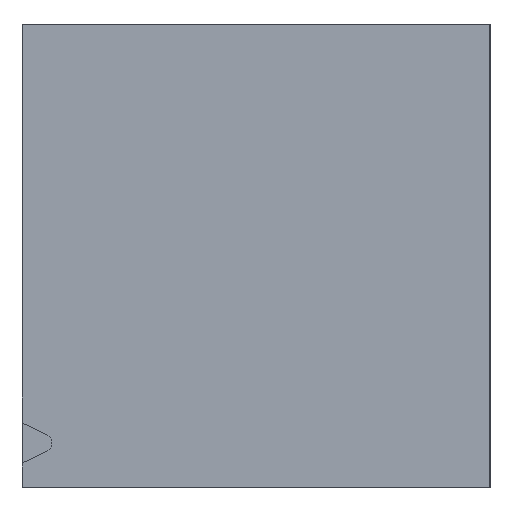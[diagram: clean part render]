
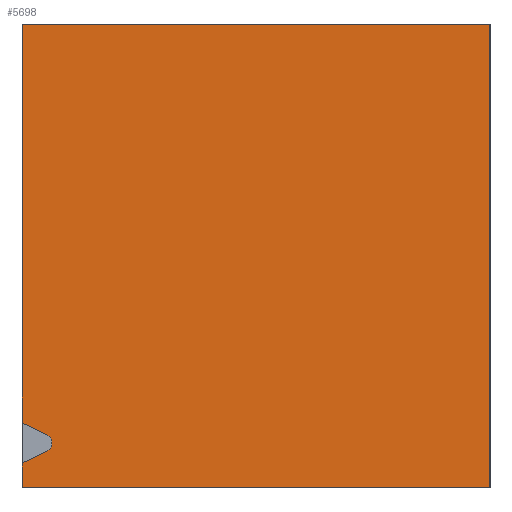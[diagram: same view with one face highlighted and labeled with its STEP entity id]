
A CAD part, top view. The second image highlights one B-rep face of the part: STEP entity #5698.
In plain terms, the highlighted planar face has unit normal (0, 0, 1).
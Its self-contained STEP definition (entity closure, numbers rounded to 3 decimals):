
#65=CIRCLE('',#6045,0.2);
#279=FACE_OUTER_BOUND('',#603,.T.);
#603=EDGE_LOOP('',(#3872,#3873,#3874,#3875,#3876,#3877,#3878,#3879));
#902=LINE('',#8101,#1614);
#906=LINE('',#8109,#1618);
#928=LINE('',#8162,#1640);
#935=LINE('',#8176,#1647);
#968=LINE('',#8244,#1680);
#973=LINE('',#8256,#1685);
#974=LINE('',#8258,#1686);
#1614=VECTOR('',#6477,1000.);
#1618=VECTOR('',#6481,1000.);
#1640=VECTOR('',#6521,1000.);
#1647=VECTOR('',#6530,1000.);
#1680=VECTOR('',#6595,1000.);
#1685=VECTOR('',#6608,1000.);
#1686=VECTOR('',#6611,1000.);
#2326=VERTEX_POINT('',#8098);
#2327=VERTEX_POINT('',#8100);
#2330=VERTEX_POINT('',#8106);
#2331=VERTEX_POINT('',#8108);
#2353=VERTEX_POINT('',#8160);
#2359=VERTEX_POINT('',#8175);
#2378=VERTEX_POINT('',#8243);
#2380=VERTEX_POINT('',#8249);
#2886=EDGE_CURVE('',#2327,#2326,#902,.T.);
#2890=EDGE_CURVE('',#2331,#2330,#906,.T.);
#2916=EDGE_CURVE('',#2353,#2326,#928,.T.);
#2923=EDGE_CURVE('',#2359,#2331,#935,.T.);
#2958=EDGE_CURVE('',#2378,#2327,#968,.T.);
#2961=EDGE_CURVE('',#2380,#2378,#65,.T.);
#2965=EDGE_CURVE('',#2330,#2380,#973,.T.);
#2966=EDGE_CURVE('',#2353,#2359,#974,.T.);
#3872=ORIENTED_EDGE('',*,*,#2961,.T.);
#3873=ORIENTED_EDGE('',*,*,#2958,.T.);
#3874=ORIENTED_EDGE('',*,*,#2886,.T.);
#3875=ORIENTED_EDGE('',*,*,#2916,.F.);
#3876=ORIENTED_EDGE('',*,*,#2966,.T.);
#3877=ORIENTED_EDGE('',*,*,#2923,.T.);
#3878=ORIENTED_EDGE('',*,*,#2890,.T.);
#3879=ORIENTED_EDGE('',*,*,#2965,.T.);
#5435=PLANE('',#6052);
#5698=ADVANCED_FACE('',(#279),#5435,.T.);
#6045=AXIS2_PLACEMENT_3D('',#8250,#6600,#6601);
#6052=AXIS2_PLACEMENT_3D('',#8270,#6624,#6625);
#6477=DIRECTION('',(0.,-1.,0.));
#6481=DIRECTION('',(0.,-1.,0.));
#6521=DIRECTION('',(-1.,0.,0.));
#6530=DIRECTION('',(-1.,0.,0.));
#6595=DIRECTION('',(-0.906,-0.423,0.));
#6600=DIRECTION('center_axis',(0.,0.,
-1.));
#6601=DIRECTION('ref_axis',(-1.,0.,0.));
#6608=DIRECTION('',(0.906,-0.423,0.));
#6611=DIRECTION('',(0.,1.,0.));
#6624=DIRECTION('center_axis',(0.,0.,
1.));
#6625=DIRECTION('ref_axis',(-1.,0.,0.));
#8098=CARTESIAN_POINT('',(-5.,-4.95,1.7));
#8100=CARTESIAN_POINT('',(-5.,-4.426,1.7));
#8101=CARTESIAN_POINT('',(-5.,0.,1.7));
#8106=CARTESIAN_POINT('',(-5.,-3.574,1.7));
#8108=CARTESIAN_POINT('',(-5.,4.95,1.7));
#8109=CARTESIAN_POINT('',(-5.,0.,1.7));
#8160=CARTESIAN_POINT('',(5.,-4.95,1.7));
#8162=CARTESIAN_POINT('',(0.,-4.95,1.7));
#8175=CARTESIAN_POINT('',(5.,4.95,1.7));
#8176=CARTESIAN_POINT('',(0.,4.95,1.7));
#8243=CARTESIAN_POINT('',(-4.475,-4.181,1.7));
#8244=CARTESIAN_POINT('',(-4.475,-4.181,1.7));
#8249=CARTESIAN_POINT('',(-4.475,-3.819,1.7));
#8250=CARTESIAN_POINT('Origin',(-4.56,-4.,1.7));
#8256=CARTESIAN_POINT('',(-5.,-3.574,1.7));
#8258=CARTESIAN_POINT('',(5.,0.,1.7));
#8270=CARTESIAN_POINT('Origin',(-3.154,-4.2,1.7));
